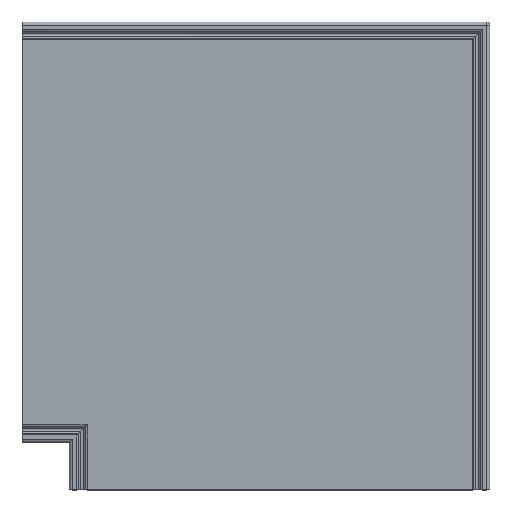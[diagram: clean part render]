
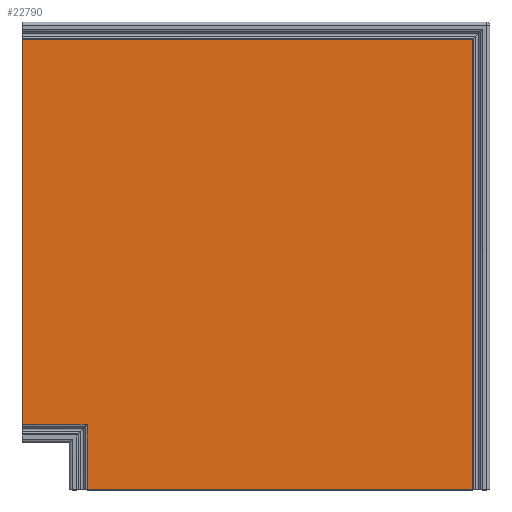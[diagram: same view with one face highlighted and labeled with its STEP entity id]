
A CAD part, top view. The second image highlights one B-rep face of the part: STEP entity #22790.
In plain terms, the highlighted face is planar.
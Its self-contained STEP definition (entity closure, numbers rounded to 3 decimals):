
#4230=CARTESIAN_POINT('',(0.,-50.,-246.));
#4240=DIRECTION('',(-1.,0.,0.));
#4250=VECTOR('',#4240,1.);
#4260=LINE('',#4230,#4250);
#4700=CARTESIAN_POINT('',(-180.172,-50.,-246.));
#4710=VERTEX_POINT('',#4700);
#4740=CARTESIAN_POINT('',(186.172,-50.,-246.));
#4750=VERTEX_POINT('',#4740);
#4760=EDGE_CURVE('',#4750,#4710,#4260,.T.);
#10610=CARTESIAN_POINT('',(-242.,-50.,0.)
);
#10620=DIRECTION('',(0.,0.,1.));
#10630=VECTOR('',#10620,1.);
#10640=LINE('',#10610,#10630);
#11080=CARTESIAN_POINT('',(-242.,-50.,
182.172));
#11090=VERTEX_POINT('',#11080);
#11120=CARTESIAN_POINT('',(-242.,-50.,
-184.172));
#11130=VERTEX_POINT('',#11120);
#11140=EDGE_CURVE('',#11130,#11090,#10640,.T.);
#22420=CARTESIAN_POINT('',(4.,-50.,-171.));
#22430=DIRECTION('',(0.,1.,0.));
#22440=DIRECTION('',(0.,0.,-1.));
#22450=AXIS2_PLACEMENT_3D('',#22420,#22430,#22440);
#22460=PLANE('',#22450);
#22470=CARTESIAN_POINT('',(4.,-50.,
-184.172));
#22480=DIRECTION('',(1.,0.,0.));
#22490=VECTOR('',#22480,1.);
#22500=LINE('',#22470,#22490);
#22510=CARTESIAN_POINT('',(-180.172,-50.,-184.172));
#22520=VERTEX_POINT('',#22510);
#22530=EDGE_CURVE('',#11130,#22520,#22500,.T.);
#22540=ORIENTED_EDGE('',*,*,#22530,.T.);
#22550=ORIENTED_EDGE('',*,*,#11140,.F.);
#22560=CARTESIAN_POINT('',(4.,-50.,
182.172));
#22570=DIRECTION('',(-1.,0.,0.));
#22580=VECTOR('',#22570,1.);
#22590=LINE('',#22560,#22580);
#22600=CARTESIAN_POINT('',(186.172,-50.,182.172));
#22610=VERTEX_POINT('',#22600);
#22620=EDGE_CURVE('',#22610,#11090,#22590,.T.);
#22630=ORIENTED_EDGE('',*,*,#22620,.T.);
#22640=CARTESIAN_POINT('',(186.172,-50.,0.))
;
#22650=DIRECTION('',(0.,0.,1.));
#22660=VECTOR('',#22650,1.);
#22670=LINE('',#22640,#22660);
#22680=EDGE_CURVE('',#4750,#22610,#22670,.T.);
#22690=ORIENTED_EDGE('',*,*,#22680,.T.);
#22700=ORIENTED_EDGE('',*,*,#4760,.F.);
#22710=CARTESIAN_POINT('',(-180.172,-50.,0.))
;
#22720=DIRECTION('',(0.,0.,-1.));
#22730=VECTOR('',#22720,1.);
#22740=LINE('',#22710,#22730);
#22750=EDGE_CURVE('',#22520,#4710,#22740,.T.);
#22760=ORIENTED_EDGE('',*,*,#22750,.T.);
#22770=EDGE_LOOP('',(#22760,#22700,#22690,#22630,#22550,#22540));
#22780=FACE_OUTER_BOUND('',#22770,.T.);
#22790=ADVANCED_FACE('',(#22780),#22460,.F.);
